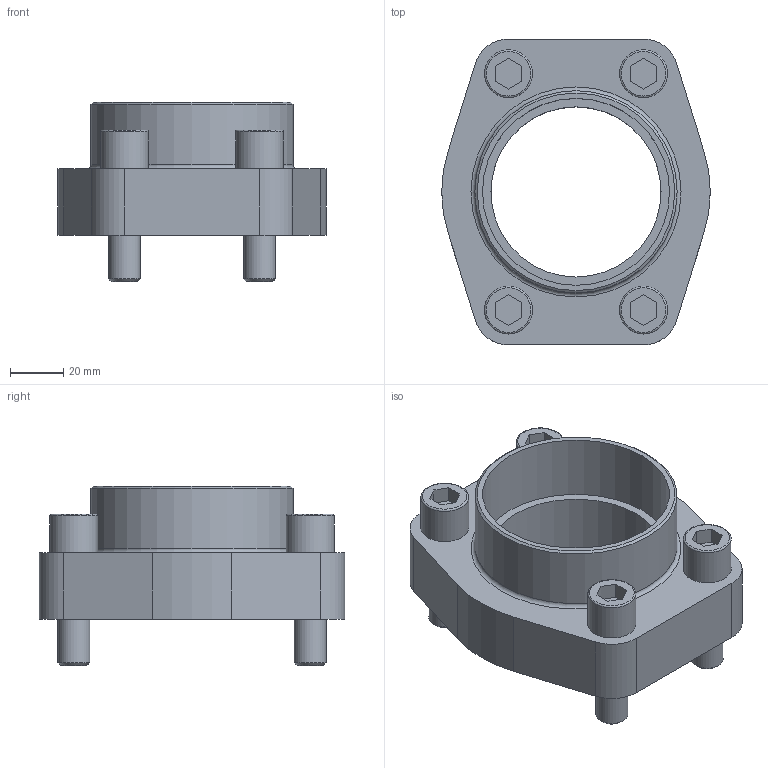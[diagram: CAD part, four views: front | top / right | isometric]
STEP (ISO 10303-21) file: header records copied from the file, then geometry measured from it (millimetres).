
FILE_DESCRIPTION(/* description */ ('STEP AP203'),/* implementation_level */ '2;1');
FILE_NAME(/* name */ 'SAE-Butt Weld Flange Connection AFSA 64-3-76.1x2.9-01',/* time_stamp */ '2025-01-21T09:30:29+01:00',/* author */ ('License CC BY-ND 4.0'),/* organization */ ('CADENAS'),/* preprocessor_version */ 'ST-DEVELOPER v19.3',/* originating_system */ 'PARTsolutions',/* authorisation */ ' ');
FILE_SCHEMA (('CONFIG_CONTROL_DESIGN'));
Length unit declared in the file: millimetre
Products named in the file (1): SAE Flanschanschluss AFSA 64-3-76.1x2.9-01
Bounding box: 101 x 115 x 67.5 mm (x, y, z)
Volume: 204150.1 mm3; surface area: 56450.1 mm2
Topology: 1 solids, 3 shells, 99 faces, 210 edges, 138 vertices
Faces by surface type: plane 57, cylinder 29, torus 8, cone 5
Full cylindrical faces by diameter (mm): 12 x4, 12.2 x4, 13 x4, 18 x4, 64 x1, 69.64 x2, 70.3 x1, 76.1 x1, 76.3 x2
Entity records: 3139 total; most frequent: DIRECTION 436, CARTESIAN_POINT 396, ORIENTED_EDGE 332, AXIS2_PLACEMENT_3D 170, EDGE_CURVE 166, EDGE_LOOP 162, FACE_BOUND 162, VERTEX_POINT 130
